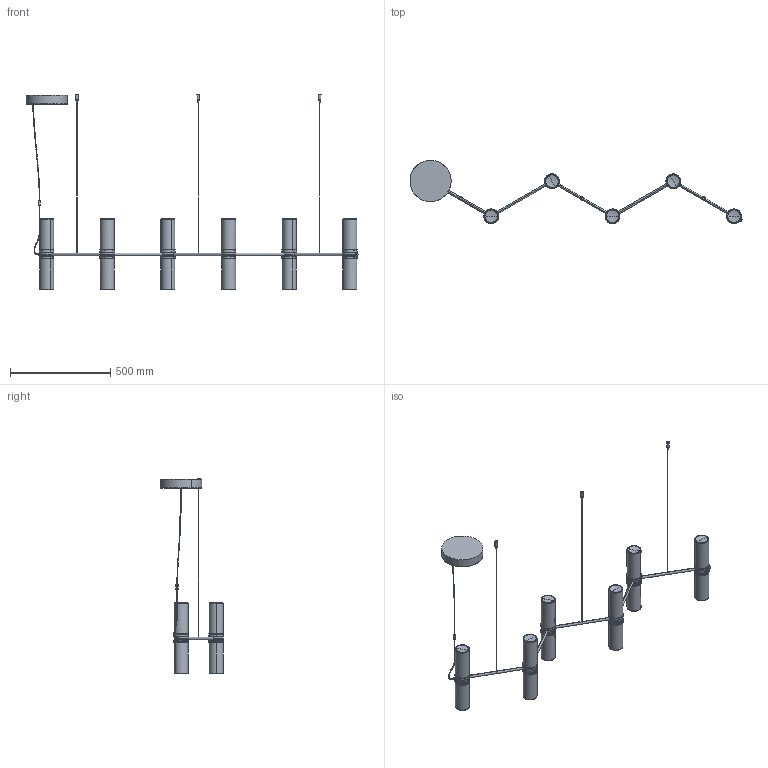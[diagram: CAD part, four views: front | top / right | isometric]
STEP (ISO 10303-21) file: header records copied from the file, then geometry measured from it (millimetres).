
FILE_DESCRIPTION(/* description */ (''),/* implementation_level */ '2;1');
FILE_NAME(/* name */ 'Zephyr Linear',/* time_stamp */ '2024-07-29T15:15:55+02:00',/* author */ (''),/* organization */ (''),/* preprocessor_version */ 'ST-DEVELOPER v16.5',/* originating_system */ 'Rhino 7.37',/* authorisation */ '');
FILE_SCHEMA (('AUTOMOTIVE_DESIGN'));
Length unit declared in the file: millimetre
Products named in the file (4): Document; Blocco 01; Blocco 02; Blocco 03
Assembly tree (3 placements, depth 2):
  Document
    Blocco 01
    Blocco 02
    Blocco 03
Bounding box: 1658.13 x 314.58 x 977.3 mm (x, y, z)
Volume: 2765913.9 mm3; surface area: 1227914.6 mm2
Topology: 19 solids, 54 shells, 413 faces, 912 edges, 513 vertices
Faces by surface type: bspline 208, cylinder 138, plane 67
Entity records: 15447 total; most frequent: CARTESIAN_POINT 9335, ORIENTED_EDGE 1621, EDGE_CURVE 862, VERTEX_POINT 509, EDGE_LOOP 418, ADVANCED_FACE 413, FACE_OUTER_BOUND 413, B_SPLINE_CURVE_WITH_KNOTS 327
